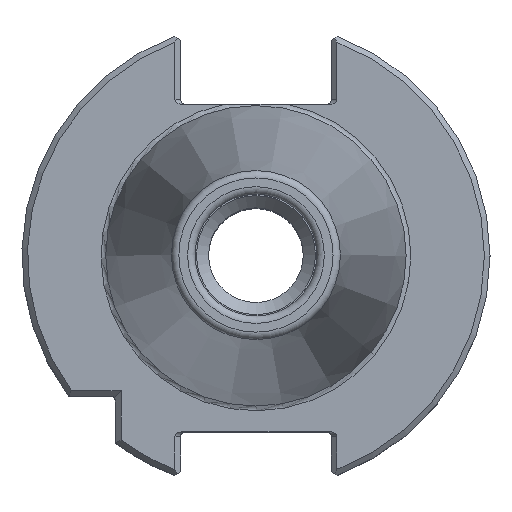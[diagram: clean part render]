
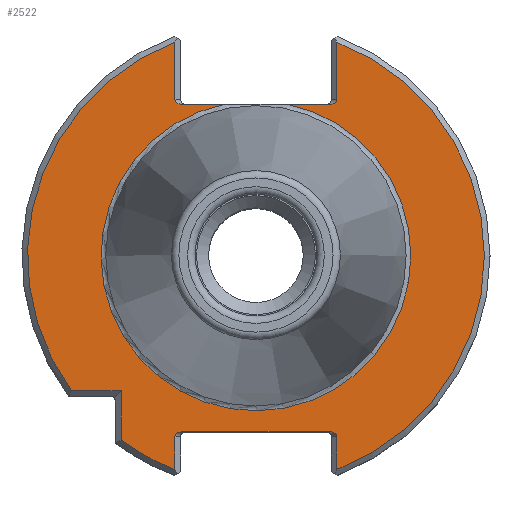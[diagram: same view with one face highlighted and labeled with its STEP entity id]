
A CAD part, top view. The second image highlights one B-rep face of the part: STEP entity #2522.
In plain terms, the highlighted planar face has unit normal (0, 0, 1).
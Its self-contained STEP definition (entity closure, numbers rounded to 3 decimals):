
#78=ELLIPSE('',#2666,0.707,0.5);
#79=ELLIPSE('',#2667,0.707,0.5);
#80=ELLIPSE('',#2669,0.707,0.5);
#81=ELLIPSE('',#2670,0.707,0.5);
#111=LINE('',#3495,#219);
#112=LINE('',#3499,#220);
#113=LINE('',#3503,#221);
#114=LINE('',#3507,#222);
#115=LINE('',#3511,#223);
#116=LINE('',#3512,#224);
#117=LINE('',#3516,#225);
#118=LINE('',#3520,#226);
#119=LINE('',#3522,#227);
#219=VECTOR('',#2929,1000.);
#220=VECTOR('',#2932,1000.);
#221=VECTOR('',#2935,1000.);
#222=VECTOR('',#2938,1000.);
#223=VECTOR('',#2941,1000.);
#224=VECTOR('',#2942,1000.);
#225=VECTOR('',#2945,1000.);
#226=VECTOR('',#2948,1000.);
#227=VECTOR('',#2949,1000.);
#311=PLANE('',#2664);
#447=ORIENTED_EDGE('',*,*,#946,.T.);
#448=ORIENTED_EDGE('',*,*,#947,.T.);
#449=ORIENTED_EDGE('',*,*,#948,.T.);
#450=ORIENTED_EDGE('',*,*,#949,.F.);
#451=ORIENTED_EDGE('',*,*,#950,.T.);
#452=ORIENTED_EDGE('',*,*,#951,.T.);
#453=ORIENTED_EDGE('',*,*,#952,.T.);
#454=ORIENTED_EDGE('',*,*,#953,.T.);
#455=ORIENTED_EDGE('',*,*,#954,.T.);
#456=ORIENTED_EDGE('',*,*,#955,.F.);
#457=ORIENTED_EDGE('',*,*,#944,.F.);
#458=ORIENTED_EDGE('',*,*,#956,.F.);
#459=ORIENTED_EDGE('',*,*,#957,.T.);
#460=ORIENTED_EDGE('',*,*,#958,.T.);
#461=ORIENTED_EDGE('',*,*,#959,.T.);
#462=ORIENTED_EDGE('',*,*,#960,.T.);
#463=ORIENTED_EDGE('',*,*,#961,.T.);
#944=EDGE_CURVE('',#1192,#1193,#1344,.T.);
#946=EDGE_CURVE('',#1194,#1195,#1345,.T.);
#947=EDGE_CURVE('',#1195,#1196,#111,.T.);
#948=EDGE_CURVE('',#1196,#1197,#78,.F.);
#949=EDGE_CURVE('',#1198,#1197,#112,.T.);
#950=EDGE_CURVE('',#1198,#1199,#79,.F.);
#951=EDGE_CURVE('',#1199,#1200,#113,.T.);
#952=EDGE_CURVE('',#1200,#1201,#1346,.T.);
#953=EDGE_CURVE('',#1201,#1202,#114,.T.);
#954=EDGE_CURVE('',#1202,#1203,#80,.F.);
#955=EDGE_CURVE('',#1193,#1203,#115,.T.);
#956=EDGE_CURVE('',#1204,#1192,#116,.T.);
#957=EDGE_CURVE('',#1204,#1205,#81,.F.);
#958=EDGE_CURVE('',#1205,#1206,#117,.T.);
#959=EDGE_CURVE('',#1206,#1207,#1347,.T.);
#960=EDGE_CURVE('',#1207,#1208,#118,.T.);
#961=EDGE_CURVE('',#1208,#1194,#119,.T.);
#1192=VERTEX_POINT('',#3484);
#1193=VERTEX_POINT('',#3485);
#1194=VERTEX_POINT('',#3493);
#1195=VERTEX_POINT('',#3494);
#1196=VERTEX_POINT('',#3496);
#1197=VERTEX_POINT('',#3498);
#1198=VERTEX_POINT('',#3500);
#1199=VERTEX_POINT('',#3502);
#1200=VERTEX_POINT('',#3504);
#1201=VERTEX_POINT('',#3506);
#1202=VERTEX_POINT('',#3508);
#1203=VERTEX_POINT('',#3510);
#1204=VERTEX_POINT('',#3513);
#1205=VERTEX_POINT('',#3515);
#1206=VERTEX_POINT('',#3517);
#1207=VERTEX_POINT('',#3519);
#1208=VERTEX_POINT('',#3521);
#1344=CIRCLE('',#2663,16.543);
#1345=CIRCLE('',#2665,24.4);
#1346=CIRCLE('',#2668,24.4);
#1347=CIRCLE('',#2671,24.4);
#1416=EDGE_LOOP('',(#447,#448,#449,#450,#451,#452,#453,#454,#455,#456,#457,
#458,#459,#460,#461,#462,#463));
#1562=FACE_BOUND('',#1416,.T.);
#2522=ADVANCED_FACE('',(#1562),#311,.T.);
#2663=AXIS2_PLACEMENT_3D('',#3483,#2923,#2924);
#2664=AXIS2_PLACEMENT_3D('',#3491,#2925,#2926);
#2665=AXIS2_PLACEMENT_3D('',#3492,#2927,#2928);
#2666=AXIS2_PLACEMENT_3D('',#3497,#2930,#2931);
#2667=AXIS2_PLACEMENT_3D('',#3501,#2933,#2934);
#2668=AXIS2_PLACEMENT_3D('',#3505,#2936,#2937);
#2669=AXIS2_PLACEMENT_3D('',#3509,#2939,#2940);
#2670=AXIS2_PLACEMENT_3D('',#3514,#2943,#2944);
#2671=AXIS2_PLACEMENT_3D('',#3518,#2946,#2947);
#2923=DIRECTION('',(0.,0.,1.));
#2924=DIRECTION('',(1.,0.,0.));
#2925=DIRECTION('',(0.,0.,1.));
#2926=DIRECTION('',(1.,0.,0.));
#2927=DIRECTION('',(0.,0.,1.));
#2928=DIRECTION('',(1.,0.,0.));
#2929=DIRECTION('',(0.,1.,0.));
#2930=DIRECTION('',(0.,0.,1.));
#2931=DIRECTION('',(1.,0.,0.));
#2932=DIRECTION('',(-1.,0.,0.));
#2933=DIRECTION('',(0.,0.,1.));
#2934=DIRECTION('',(1.,0.,0.));
#2935=DIRECTION('',(0.,-1.,0.));
#2936=DIRECTION('',(0.,0.,1.));
#2937=DIRECTION('',(1.,0.,0.));
#2938=DIRECTION('',(0.,-1.,0.));
#2939=DIRECTION('',(0.,0.,1.));
#2940=DIRECTION('',(-1.,0.,0.));
#2941=DIRECTION('',(1.,0.,0.));
#2942=DIRECTION('',(1.,0.,0.));
#2943=DIRECTION('',(0.,0.,1.));
#2944=DIRECTION('',(-1.,0.,0.));
#2945=DIRECTION('',(0.,1.,0.));
#2946=DIRECTION('',(0.,0.,1.));
#2947=DIRECTION('',(1.,0.,0.));
#2948=DIRECTION('',(1.,0.,0.));
#2949=DIRECTION('',(0.,-1.,0.));
#3483=CARTESIAN_POINT('',(0.,0.,-3.2));
#3484=CARTESIAN_POINT('',(-3.35,16.2,-3.2));
#3485=CARTESIAN_POINT('',(3.35,16.2,-3.2));
#3491=CARTESIAN_POINT('',(16.543,0.,-3.2));
#3492=CARTESIAN_POINT('',(0.,0.,-3.2));
#3493=CARTESIAN_POINT('',(-14.4,-19.698,-3.2));
#3494=CARTESIAN_POINT('',(-8.65,-22.815,-3.2));
#3495=CARTESIAN_POINT('',(-8.65,-18.8,-3.2));
#3496=CARTESIAN_POINT('',(-8.65,-19.3,-3.2));
#3497=CARTESIAN_POINT('',(-7.943,-19.3,-3.2));
#3498=CARTESIAN_POINT('',(-7.943,-18.8,-3.2));
#3499=CARTESIAN_POINT('',(8.05,-18.8,-3.2));
#3500=CARTESIAN_POINT('',(7.943,-18.8,-3.2));
#3501=CARTESIAN_POINT('',(7.943,-19.3,-3.2));
#3502=CARTESIAN_POINT('',(8.65,-19.3,-3.2));
#3503=CARTESIAN_POINT('',(8.65,-23.827,-3.2));
#3504=CARTESIAN_POINT('',(8.65,-22.815,-3.2));
#3505=CARTESIAN_POINT('',(0.,0.,-3.2));
#3506=CARTESIAN_POINT('',(8.65,22.815,-3.2));
#3507=CARTESIAN_POINT('',(8.65,16.2,-3.2));
#3508=CARTESIAN_POINT('',(8.65,16.7,-3.2));
#3509=CARTESIAN_POINT('',(7.943,16.7,-3.2));
#3510=CARTESIAN_POINT('',(7.943,16.2,-3.2));
#3511=CARTESIAN_POINT('',(-8.05,16.2,-3.2));
#3512=CARTESIAN_POINT('',(-8.05,16.2,-3.2));
#3513=CARTESIAN_POINT('',(-7.943,16.2,-3.2));
#3514=CARTESIAN_POINT('',(-7.943,16.7,-3.2));
#3515=CARTESIAN_POINT('',(-8.65,16.7,-3.2));
#3516=CARTESIAN_POINT('',(-8.65,23.827,-3.2));
#3517=CARTESIAN_POINT('',(-8.65,22.815,-3.2));
#3518=CARTESIAN_POINT('',(0.,0.,-3.2));
#3519=CARTESIAN_POINT('',(-19.698,-14.4,-3.2));
#3520=CARTESIAN_POINT('',(-15.,-14.4,-3.2));
#3521=CARTESIAN_POINT('',(-14.4,-14.4,-3.2));
#3522=CARTESIAN_POINT('',(-14.4,-20.187,-3.2));
